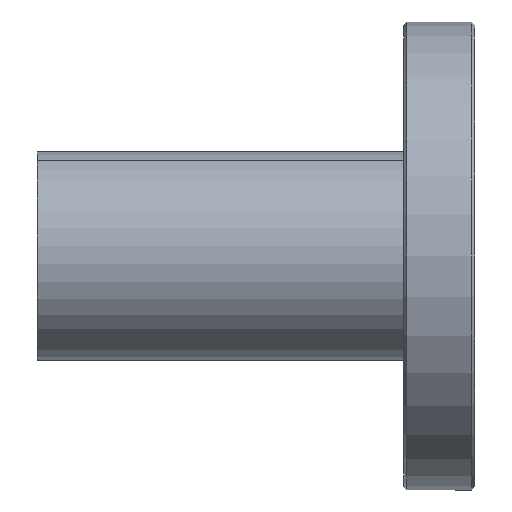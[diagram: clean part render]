
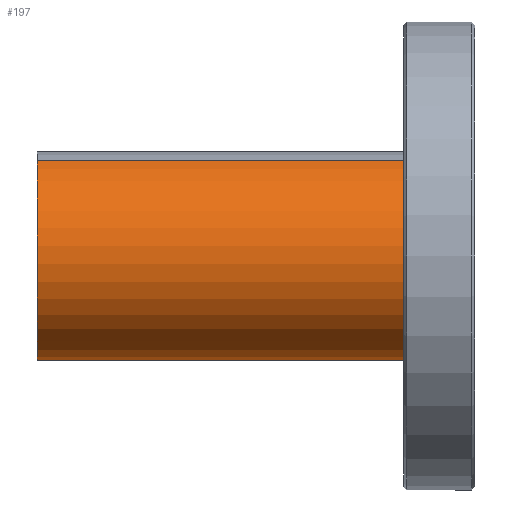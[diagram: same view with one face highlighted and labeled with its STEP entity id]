
A CAD part, left-side view. The second image highlights one B-rep face of the part: STEP entity #197.
In plain terms, the highlighted cylindrical face has radius 25.4 mm (diameter 50.8 mm), a partial arc.
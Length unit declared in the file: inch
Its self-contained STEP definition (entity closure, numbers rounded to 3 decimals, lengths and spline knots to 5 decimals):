
#96 = EDGE_CURVE ( 'NONE', #292, #241, #985, .T. ) ;
#98 = EDGE_CURVE ( 'NONE', #342, #247, #986, .T. ) ;
#130 = EDGE_CURVE ( 'NONE', #292, #342, #802, .T. ) ;
#188 = EDGE_CURVE ( 'NONE', #247, #241, #718, .T. ) ;
#197 = ADVANCED_FACE ( 'NONE', ( #1655 ), #1652, .T. ) ;
#241 = VERTEX_POINT ( 'NONE', #1506 ) ;
#247 = VERTEX_POINT ( 'NONE', #1501 ) ;
#292 = VERTEX_POINT ( 'NONE', #1459 ) ;
#342 = VERTEX_POINT ( 'NONE', #1417 ) ;
#424 = EDGE_LOOP ( 'NONE', ( #1953, #1954, #1955, #1956 ) ) ;
#581 = VECTOR ( 'NONE', #976, 39.37008 ) ;
#587 = VECTOR ( 'NONE', #981, 39.37008 ) ;
#702 = AXIS2_PLACEMENT_3D ( 'NONE', #1653, #1662, #1651 ) ;
#715 = AXIS2_PLACEMENT_3D ( 'NONE', #1709, #1708, #1707 ) ;
#718 = CIRCLE ( 'NONE', #715, 1. ) ;
#799 = AXIS2_PLACEMENT_3D ( 'NONE', #863, #862, #861 ) ;
#802 = CIRCLE ( 'NONE', #799, 1. ) ;
#861 = DIRECTION ( 'NONE',  ( 0.411, 0., -0.912 ) ) ;
#862 = DIRECTION ( 'NONE',  ( 0., -1., 0. ) ) ;
#863 = CARTESIAN_POINT ( 'NONE',  ( 0., 4.18, 0. ) ) ;
#976 = DIRECTION ( 'NONE',  ( 0., -1., 0. ) ) ;
#981 = DIRECTION ( 'NONE',  ( 0., -1., 0. ) ) ;
#985 = LINE ( 'NONE', #993, #587 ) ;
#986 = LINE ( 'NONE', #987, #581 ) ;
#987 = CARTESIAN_POINT ( 'NONE',  ( 0.41088, 3.775, -0.91169 ) ) ;
#993 = CARTESIAN_POINT ( 'NONE',  ( -0.41088, 3.775, 0.91169 ) ) ;
#1417 = CARTESIAN_POINT ( 'NONE',  ( 0.41088, 4.18, -0.91169 ) ) ;
#1459 = CARTESIAN_POINT ( 'NONE',  ( -0.41088, 4.18, 0.91169 ) ) ;
#1501 = CARTESIAN_POINT ( 'NONE',  ( 0.41088, 0.629, -0.91169 ) ) ;
#1506 = CARTESIAN_POINT ( 'NONE',  ( -0.41088, 0.629, 0.91169 ) ) ;
#1651 = DIRECTION ( 'NONE',  ( 0.411, 0., -0.912 ) ) ;
#1652 = CYLINDRICAL_SURFACE ( 'NONE', #702, 1. ) ;
#1653 = CARTESIAN_POINT ( 'NONE',  ( 0., 3.775, 0. ) ) ;
#1655 = FACE_OUTER_BOUND ( 'NONE', #424, .T. ) ;
#1662 = DIRECTION ( 'NONE',  ( 0., -1., 0. ) ) ;
#1707 = DIRECTION ( 'NONE',  ( 0., 0., -1. ) ) ;
#1708 = DIRECTION ( 'NONE',  ( 0., 1., 0. ) ) ;
#1709 = CARTESIAN_POINT ( 'NONE',  ( 0., 0.629, 0. ) ) ;
#1953 = ORIENTED_EDGE ( 'NONE', *, *, #96, .F. ) ;
#1954 = ORIENTED_EDGE ( 'NONE', *, *, #130, .T. ) ;
#1955 = ORIENTED_EDGE ( 'NONE', *, *, #98, .T. ) ;
#1956 = ORIENTED_EDGE ( 'NONE', *, *, #188, .T. ) ;
